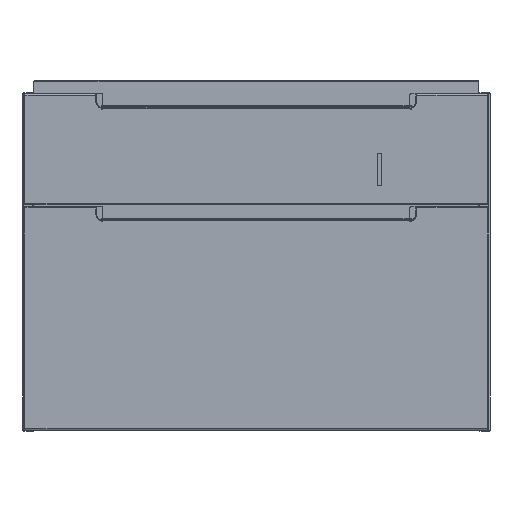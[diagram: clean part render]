
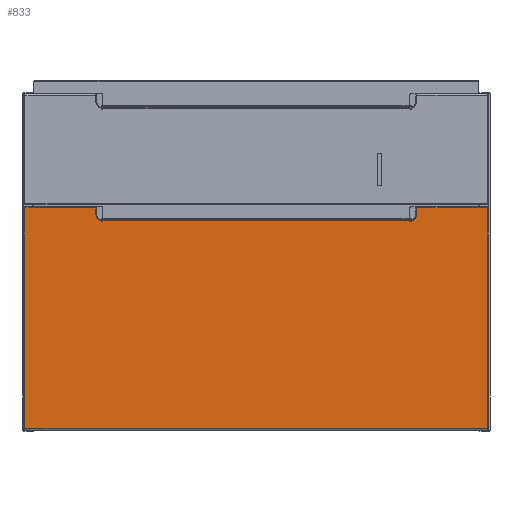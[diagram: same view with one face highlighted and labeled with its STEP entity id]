
A CAD part, front view. The second image highlights one B-rep face of the part: STEP entity #833.
In plain terms, the highlighted planar face has unit normal (0, -1, 0).
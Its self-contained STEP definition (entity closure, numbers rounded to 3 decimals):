
#315=CARTESIAN_POINT('',(-2510.62,16635.119,376.));
#316=VERTEX_POINT('',#315);
#324=CARTESIAN_POINT('',(-2391.302,16635.119,376.));
#325=VERTEX_POINT('',#324);
#326=CARTESIAN_POINT('',(-2510.62,16635.119,376.));
#327=DIRECTION('',(1.0,0.0,0.0));
#328=VECTOR('',#327,119.318);
#329=LINE('',#326,#328);
#330=EDGE_CURVE('',#316,#325,#329,.T.);
#364=CARTESIAN_POINT('',(-2391.302,16635.119,4.));
#365=VERTEX_POINT('',#364);
#366=CARTESIAN_POINT('',(-2391.302,16635.119,376.));
#367=DIRECTION('',(0.0,0.0,-1.0));
#368=VECTOR('',#367,372.);
#369=LINE('',#366,#368);
#370=EDGE_CURVE('',#325,#365,#369,.T.);
#404=CARTESIAN_POINT('',(-3170.302,16635.119,4.));
#405=VERTEX_POINT('',#404);
#406=CARTESIAN_POINT('',(-2391.302,16635.119,4.));
#407=DIRECTION('',(-1.0,0.0,0.0));
#408=VECTOR('',#407,779.);
#409=LINE('',#406,#408);
#410=EDGE_CURVE('',#365,#405,#409,.T.);
#461=CARTESIAN_POINT('',(-3170.302,16635.119,376.));
#462=VERTEX_POINT('',#461);
#463=CARTESIAN_POINT('',(-3170.302,16635.119,4.0));
#464=DIRECTION('',(0.0,0.0,1.0));
#465=VECTOR('',#464,372.);
#466=LINE('',#463,#465);
#467=EDGE_CURVE('',#405,#462,#466,.T.);
#526=CARTESIAN_POINT('',(-3050.984,16635.119,376.));
#527=VERTEX_POINT('',#526);
#552=CARTESIAN_POINT('',(-3170.302,16635.119,376.));
#553=DIRECTION('',(1.0,0.0,0.0));
#554=VECTOR('',#553,119.318);
#555=LINE('',#552,#554);
#556=EDGE_CURVE('',#462,#527,#555,.T.);
#781=CARTESIAN_POINT('',(-2780.802,16635.119,190.));
#782=DIRECTION('',(0.0,1.0,0.0));
#783=DIRECTION('',(1.0,0.0,0.0));
#784=AXIS2_PLACEMENT_3D('',#781,#782,#783);
#785=PLANE('',#784);
#786=ORIENTED_EDGE('',*,*,#330,.F.);
#787=CARTESIAN_POINT('',(-2510.62,16635.119,366.));
#788=VERTEX_POINT('',#787);
#789=CARTESIAN_POINT('',(-2510.62,16635.119,376.));
#790=DIRECTION('',(0.0,0.0,-1.0));
#791=VECTOR('',#790,10.);
#792=LINE('',#789,#791);
#793=EDGE_CURVE('',#316,#788,#792,.T.);
#794=ORIENTED_EDGE('',*,*,#793,.T.);
#795=CARTESIAN_POINT('',(-2520.802,16635.119,355.818));
#796=VERTEX_POINT('',#795);
#797=CARTESIAN_POINT('',(-2520.802,16635.119,366.));
#798=DIRECTION('',(0.0,1.0,0.0));
#799=DIRECTION('',(0.707,0.0,-0.707));
#800=AXIS2_PLACEMENT_3D('',#797,#798,#799);
#801=CIRCLE('',#800,10.182);
#802=EDGE_CURVE('',#788,#796,#801,.T.);
#803=ORIENTED_EDGE('',*,*,#802,.T.);
#804=CARTESIAN_POINT('',(-3040.802,16635.119,355.818));
#805=VERTEX_POINT('',#804);
#806=CARTESIAN_POINT('',(-2520.802,16635.119,355.818));
#807=DIRECTION('',(-1.0,0.0,0.0));
#808=VECTOR('',#807,520.0);
#809=LINE('',#806,#808);
#810=EDGE_CURVE('',#796,#805,#809,.T.);
#811=ORIENTED_EDGE('',*,*,#810,.T.);
#812=CARTESIAN_POINT('',(-3050.984,16635.119,366.));
#813=VERTEX_POINT('',#812);
#814=CARTESIAN_POINT('',(-3040.802,16635.119,366.));
#815=DIRECTION('',(0.0,1.0,0.0));
#816=DIRECTION('',(-0.707,0.0,-0.707));
#817=AXIS2_PLACEMENT_3D('',#814,#815,#816);
#818=CIRCLE('',#817,10.182);
#819=EDGE_CURVE('',#805,#813,#818,.T.);
#820=ORIENTED_EDGE('',*,*,#819,.T.);
#821=CARTESIAN_POINT('',(-3050.984,16635.119,366.));
#822=DIRECTION('',(0.0,0.0,1.0));
#823=VECTOR('',#822,10.);
#824=LINE('',#821,#823);
#825=EDGE_CURVE('',#813,#527,#824,.T.);
#826=ORIENTED_EDGE('',*,*,#825,.T.);
#827=ORIENTED_EDGE('',*,*,#556,.F.);
#828=ORIENTED_EDGE('',*,*,#467,.F.);
#829=ORIENTED_EDGE('',*,*,#410,.F.);
#830=ORIENTED_EDGE('',*,*,#370,.F.);
#831=EDGE_LOOP('',(#786,#794,#803,#811,#820,#826,#827,#828,#829,#830));
#832=FACE_OUTER_BOUND('',#831,.T.);
#833=ADVANCED_FACE('',(#832),#785,.F.);
